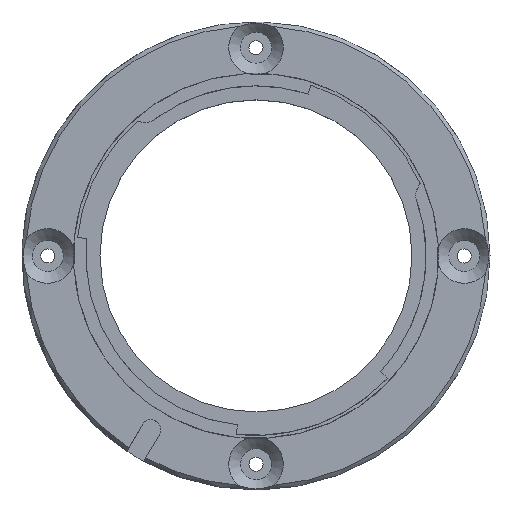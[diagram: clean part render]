
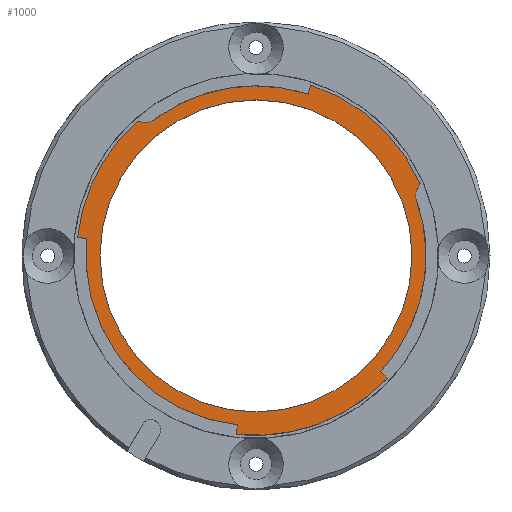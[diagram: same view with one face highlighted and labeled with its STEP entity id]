
A CAD part, top view. The second image highlights one B-rep face of the part: STEP entity #1000.
In plain terms, the highlighted planar face has unit normal (0, 0, 1).
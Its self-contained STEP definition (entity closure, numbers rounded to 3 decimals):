
#73=LINE('',#1564,#132);
#99=LINE('',#1691,#158);
#104=LINE('',#1703,#163);
#105=LINE('',#1705,#164);
#108=LINE('',#1713,#167);
#110=LINE('',#1719,#169);
#111=LINE('',#1721,#170);
#114=LINE('',#1729,#173);
#116=LINE('',#1733,#175);
#118=LINE('',#1739,#177);
#120=LINE('',#1745,#179);
#132=VECTOR('',#1251,1000.);
#158=VECTOR('',#1353,1000.);
#163=VECTOR('',#1364,1000.);
#164=VECTOR('',#1367,1000.);
#167=VECTOR('',#1376,1000.);
#169=VECTOR('',#1384,1000.);
#170=VECTOR('',#1387,1000.);
#173=VECTOR('',#1396,1000.);
#175=VECTOR('',#1400,1000.);
#177=VECTOR('',#1408,1000.);
#179=VECTOR('',#1416,1000.);
#375=ORIENTED_EDGE('',*,*,#573,.F.);
#376=ORIENTED_EDGE('',*,*,#562,.T.);
#377=ORIENTED_EDGE('',*,*,#566,.T.);
#378=ORIENTED_EDGE('',*,*,#499,.T.);
#379=ORIENTED_EDGE('',*,*,#491,.F.);
#380=ORIENTED_EDGE('',*,*,#571,.T.);
#381=ORIENTED_EDGE('',*,*,#572,.T.);
#382=ORIENTED_EDGE('',*,*,#507,.T.);
#383=ORIENTED_EDGE('',*,*,#557,.T.);
#384=ORIENTED_EDGE('',*,*,#559,.F.);
#385=ORIENTED_EDGE('',*,*,#556,.T.);
#386=ORIENTED_EDGE('',*,*,#545,.T.);
#387=ORIENTED_EDGE('',*,*,#552,.T.);
#388=ORIENTED_EDGE('',*,*,#547,.T.);
#389=ORIENTED_EDGE('',*,*,#551,.T.);
#390=ORIENTED_EDGE('',*,*,#554,.T.);
#391=ORIENTED_EDGE('',*,*,#560,.T.);
#392=ORIENTED_EDGE('',*,*,#503,.T.);
#393=ORIENTED_EDGE('',*,*,#568,.T.);
#394=ORIENTED_EDGE('',*,*,#569,.F.);
#395=ORIENTED_EDGE('',*,*,#564,.T.);
#491=EDGE_CURVE('',#626,#624,#73,.T.);
#499=EDGE_CURVE('',#631,#624,#716,.T.);
#503=EDGE_CURVE('',#635,#634,#718,.T.);
#507=EDGE_CURVE('',#639,#638,#720,.T.);
#545=EDGE_CURVE('',#662,#661,#99,.T.);
#547=EDGE_CURVE('',#663,#664,#735,.T.);
#551=EDGE_CURVE('',#664,#665,#104,.T.);
#552=EDGE_CURVE('',#661,#663,#105,.T.);
#554=EDGE_CURVE('',#665,#666,#736,.T.);
#556=EDGE_CURVE('',#667,#662,#108,.T.);
#557=EDGE_CURVE('',#638,#668,#737,.F.);
#559=EDGE_CURVE('',#667,#668,#110,.T.);
#560=EDGE_CURVE('',#666,#635,#111,.T.);
#562=EDGE_CURVE('',#670,#669,#738,.T.);
#564=EDGE_CURVE('',#671,#670,#114,.T.);
#566=EDGE_CURVE('',#669,#631,#116,.T.);
#568=EDGE_CURVE('',#634,#672,#739,.F.);
#569=EDGE_CURVE('',#671,#672,#118,.T.);
#571=EDGE_CURVE('',#626,#673,#740,.T.);
#572=EDGE_CURVE('',#673,#639,#120,.T.);
#573=EDGE_CURVE('',#674,#674,#741,.T.);
#624=VERTEX_POINT('',#1559);
#626=VERTEX_POINT('',#1563);
#631=VERTEX_POINT('',#1580);
#634=VERTEX_POINT('',#1586);
#635=VERTEX_POINT('',#1588);
#638=VERTEX_POINT('',#1594);
#639=VERTEX_POINT('',#1596);
#661=VERTEX_POINT('',#1690);
#662=VERTEX_POINT('',#1692);
#663=VERTEX_POINT('',#1696);
#664=VERTEX_POINT('',#1697);
#665=VERTEX_POINT('',#1702);
#666=VERTEX_POINT('',#1708);
#667=VERTEX_POINT('',#1712);
#668=VERTEX_POINT('',#1716);
#669=VERTEX_POINT('',#1724);
#670=VERTEX_POINT('',#1726);
#671=VERTEX_POINT('',#1730);
#672=VERTEX_POINT('',#1736);
#673=VERTEX_POINT('',#1742);
#674=VERTEX_POINT('',#1748);
#716=CIRCLE('',#1077,21.8);
#718=CIRCLE('',#1079,21.8);
#720=CIRCLE('',#1081,21.8);
#735=CIRCLE('',#1110,1.6);
#736=CIRCLE('',#1114,23.);
#737=CIRCLE('',#1117,1.5);
#738=CIRCLE('',#1121,23.);
#739=CIRCLE('',#1125,2.);
#740=CIRCLE('',#1128,23.);
#741=CIRCLE('',#1131,20.);
#804=EDGE_LOOP('',(#375));
#805=EDGE_LOOP('',(#376,#377,#378,#379,#380,#381,#382,#383,#384,#385,#386,
#387,#388,#389,#390,#391,#392,#393,#394,#395));
#891=FACE_BOUND('',#804,.T.);
#892=FACE_BOUND('',#805,.T.);
#954=PLANE('',#1130);
#1000=ADVANCED_FACE('',(#891,#892),#954,.T.);
#1077=AXIS2_PLACEMENT_3D('',#1579,#1268,#1269);
#1079=AXIS2_PLACEMENT_3D('',#1587,#1274,#1275);
#1081=AXIS2_PLACEMENT_3D('',#1595,#1280,#1281);
#1110=AXIS2_PLACEMENT_3D('',#1695,#1357,#1358);
#1114=AXIS2_PLACEMENT_3D('',#1709,#1371,#1372);
#1117=AXIS2_PLACEMENT_3D('',#1715,#1379,#1380);
#1121=AXIS2_PLACEMENT_3D('',#1725,#1391,#1392);
#1125=AXIS2_PLACEMENT_3D('',#1737,#1404,#1405);
#1128=AXIS2_PLACEMENT_3D('',#1743,#1412,#1413);
#1130=AXIS2_PLACEMENT_3D('',#1746,#1417,#1418);
#1131=AXIS2_PLACEMENT_3D('',#1747,#1419,#1420);
#1251=DIRECTION('',(0.135,0.991,0.));
#1268=DIRECTION('',(0.,0.,1.));
#1269=DIRECTION('',(-0.017,-1.,0.));
#1274=DIRECTION('',(0.,0.,1.));
#1275=DIRECTION('',(-0.017,-1.,0.));
#1280=DIRECTION('',(0.,0.,1.));
#1281=DIRECTION('',(-0.017,-1.,0.));
#1353=DIRECTION('',(0.531,0.847,0.));
#1357=DIRECTION('',(0.,0.,1.));
#1358=DIRECTION('',(0.017,1.,0.));
#1364=DIRECTION('',(0.463,0.886,0.));
#1367=DIRECTION('',(0.464,0.886,0.));
#1371=DIRECTION('',(0.,0.,1.));
#1372=DIRECTION('',(1.,-0.017,0.));
#1376=DIRECTION('',(0.075,0.997,0.));
#1379=DIRECTION('',(0.,0.,1.));
#1380=DIRECTION('',(0.017,1.,0.));
#1384=DIRECTION('',(-0.464,-0.886,0.));
#1387=DIRECTION('',(-0.279,-0.96,0.));
#1391=DIRECTION('',(0.,0.,1.));
#1392=DIRECTION('',(1.,-0.017,0.));
#1396=DIRECTION('',(-0.96,-0.281,0.));
#1400=DIRECTION('',(0.997,-0.082,0.));
#1404=DIRECTION('',(0.,0.,1.));
#1405=DIRECTION('',(0.017,1.,0.));
#1408=DIRECTION('',(0.974,-0.226,0.));
#1412=DIRECTION('',(0.,0.,1.));
#1413=DIRECTION('',(1.,-0.017,0.));
#1416=DIRECTION('',(-0.702,0.712,0.));
#1417=DIRECTION('',(0.,0.,1.));
#1418=DIRECTION('',(0.017,1.,0.));
#1419=DIRECTION('',(0.,0.,1.));
#1420=DIRECTION('',(0.,-1.,0.));
#1559=CARTESIAN_POINT('',(-2.374,-21.67,34.15));
#1563=CARTESIAN_POINT('',(-2.536,-22.86,34.15));
#1564=CARTESIAN_POINT('',(1.202,4.662,34.15));
#1579=CARTESIAN_POINT('',(0.,0.,34.15));
#1580=CARTESIAN_POINT('',(-21.684,2.244,34.15));
#1586=CARTESIAN_POINT('',(-12.999,17.5,34.15));
#1587=CARTESIAN_POINT('',(0.,0.,34.15));
#1588=CARTESIAN_POINT('',(6.673,20.753,34.15));
#1594=CARTESIAN_POINT('',(20.544,7.294,34.15));
#1595=CARTESIAN_POINT('',(0.,0.,34.15));
#1596=CARTESIAN_POINT('',(15.988,-14.82,34.15));
#1690=CARTESIAN_POINT('',(20.731,8.686,34.15));
#1691=CARTESIAN_POINT('',(20.676,8.598,34.15));
#1692=CARTESIAN_POINT('',(20.676,8.598,34.15));
#1695=CARTESIAN_POINT('',(19.607,9.989,34.15));
#1696=CARTESIAN_POINT('',(21.025,9.247,34.15));
#1697=CARTESIAN_POINT('',(21.026,9.249,34.15));
#1702=CARTESIAN_POINT('',(21.043,9.283,34.15));
#1703=CARTESIAN_POINT('',(21.025,9.248,34.15));
#1705=CARTESIAN_POINT('',(20.731,8.686,34.15));
#1708=CARTESIAN_POINT('',(7.008,21.906,34.15));
#1709=CARTESIAN_POINT('',(0.,0.,34.15));
#1712=CARTESIAN_POINT('',(20.674,8.579,34.15));
#1713=CARTESIAN_POINT('',(20.606,7.677,34.15));
#1715=CARTESIAN_POINT('',(21.957,7.795,34.15));
#1716=CARTESIAN_POINT('',(20.629,8.492,34.15));
#1719=CARTESIAN_POINT('',(21.025,9.248,34.15));
#1721=CARTESIAN_POINT('',(3.751,10.693,34.15));
#1724=CARTESIAN_POINT('',(-22.88,2.343,34.15));
#1725=CARTESIAN_POINT('',(0.,0.,34.15));
#1726=CARTESIAN_POINT('',(-15.233,17.232,34.15));
#1729=CARTESIAN_POINT('',(-15.115,17.267,34.15));
#1730=CARTESIAN_POINT('',(-15.115,17.267,34.15));
#1733=CARTESIAN_POINT('',(44.823,-3.238,34.15));
#1736=CARTESIAN_POINT('',(-14.643,17.158,34.15));
#1737=CARTESIAN_POINT('',(-14.192,19.106,34.15));
#1739=CARTESIAN_POINT('',(-15.115,17.267,34.15));
#1742=CARTESIAN_POINT('',(16.831,-15.676,34.15));
#1743=CARTESIAN_POINT('',(0.,0.,34.15));
#1745=CARTESIAN_POINT('',(23.506,-22.45,34.15));
#1746=CARTESIAN_POINT('',(44.984,-1.285,34.15));
#1747=CARTESIAN_POINT('',(0.,0.,34.15));
#1748=CARTESIAN_POINT('',(0.,-20.,34.15));
